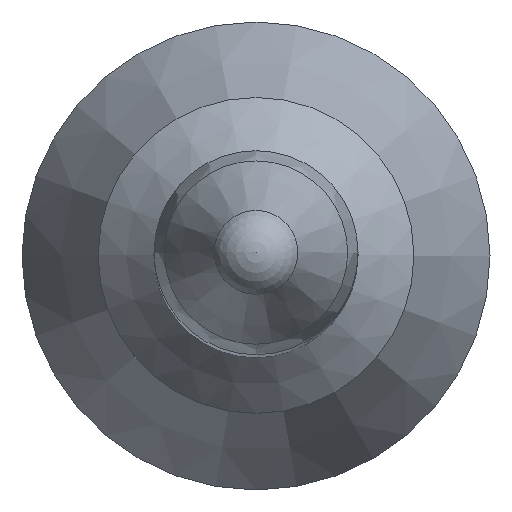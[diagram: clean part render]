
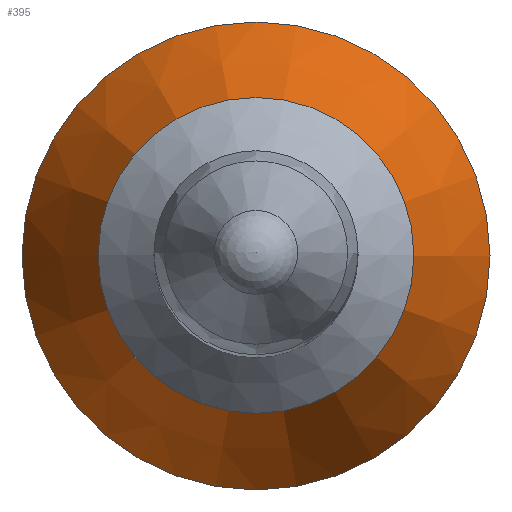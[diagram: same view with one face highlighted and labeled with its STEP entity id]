
A CAD part, top view. The second image highlights one B-rep face of the part: STEP entity #395.
In plain terms, the highlighted conical face has half-angle 25.346 degrees and reference radius 0.9 mm.
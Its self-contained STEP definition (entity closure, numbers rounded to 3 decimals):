
#266=CONICAL_SURFACE('',#880,0.9,25.346);
#282=CIRCLE('',#877,0.9);
#283=CIRCLE('',#879,1.8);
#395=ADVANCED_FACE('',(#456,#457),#266,.T.);
#456=FACE_BOUND('',#518,.T.);
#457=FACE_BOUND('',#519,.T.);
#518=EDGE_LOOP('',(#624));
#519=EDGE_LOOP('',(#625));
#624=ORIENTED_EDGE('',*,*,#768,.F.);
#625=ORIENTED_EDGE('',*,*,#767,.T.);
#708=VERTEX_POINT('',#1424);
#709=VERTEX_POINT('',#1427);
#767=EDGE_CURVE('',#708,#708,#282,.T.);
#768=EDGE_CURVE('',#709,#709,#283,.T.);
#877=AXIS2_PLACEMENT_3D('',#1423,#998,#999);
#879=AXIS2_PLACEMENT_3D('',#1426,#1002,#1003);
#880=AXIS2_PLACEMENT_3D('',#1428,#1004,#1005);
#998=DIRECTION('',(0.,0.,-1.));
#999=DIRECTION('',(-1.,0.,0.));
#1002=DIRECTION('',(0.,0.,-1.));
#1003=DIRECTION('',(-1.,0.,0.));
#1004=DIRECTION('',(0.,0.,-1.));
#1005=DIRECTION('',(-1.,0.,0.));
#1423=CARTESIAN_POINT('',(0.,0.,10.7));
#1424=CARTESIAN_POINT('',(-0.9,0.,10.7));
#1426=CARTESIAN_POINT('',(0.,0.,8.8));
#1427=CARTESIAN_POINT('',(-1.8,0.,8.8));
#1428=CARTESIAN_POINT('',(0.,0.,10.7));
